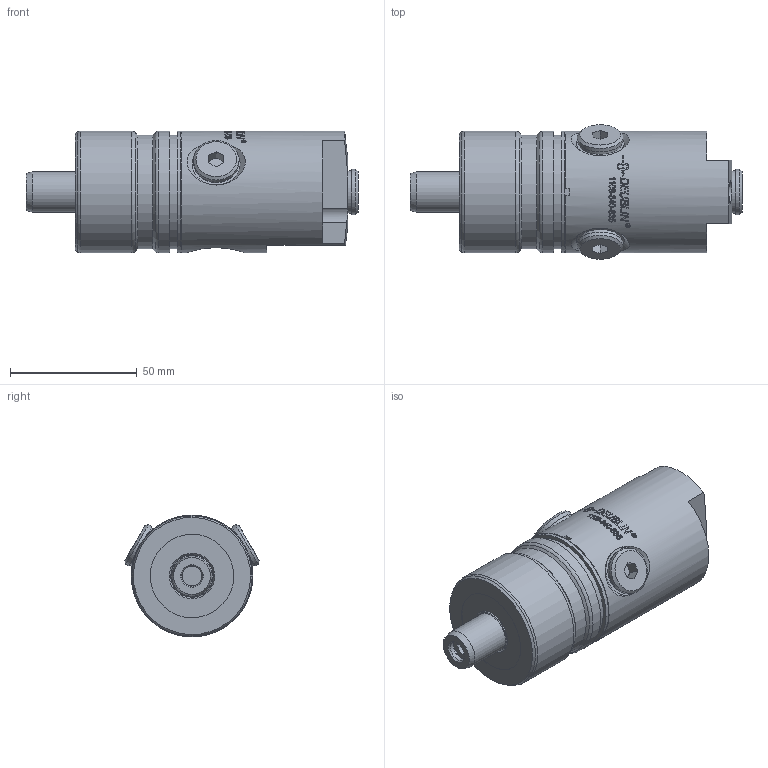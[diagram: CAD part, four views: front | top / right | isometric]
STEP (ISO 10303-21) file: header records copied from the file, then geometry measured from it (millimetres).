
FILE_DESCRIPTION(/* description */ (''),/* implementation_level */ '2;1');
FILE_NAME(/* name */ '1108-840-835-IC.stp',/* time_stamp */ '2020-05-14T09:09:50-05:00',/* author */ ('moorera'),/* organization */ (''),/* preprocessor_version */ 'ST-DEVELOPER v18.1',/* originating_system */ 'Autodesk Inventor 2020',/* authorisation */ '');
FILE_SCHEMA (('AUTOMOTIVE_DESIGN { 1 0 10303 214 3 1 1 }'));
Length unit declared in the file: millimetre
Products named in the file (1): 1108-840-835-IC
Bounding box: 131.09 x 53.03 x 48 mm (x, y, z)
Volume: 178383.3 mm3; surface area: 29873.6 mm2
Topology: 1 solids, 8 shells, 495 faces, 1284 edges, 877 vertices
Faces by surface type: plane 243, bspline 137, cylinder 89, cone 20, torus 6
Full cylindrical faces by diameter (mm): 4.5 x3, 7.2 x3, 7.5 x3, 8.1 x3, 8.5 x3, 9 x3, 11.445 x5, 12.9 x2, 15.9 x1, 16.5 x1, 16.8 x1, 16.9 x3, 18 x3, 29.5 x1, 33 x1, 44.6 x1, 45 x2, 48 x4
Entity records: 20428 total; most frequent: CARTESIAN_POINT 8636, ORIENTED_EDGE 2562, DIRECTION 2096, EDGE_CURVE 1281, VERTEX_POINT 877, AXIS2_PLACEMENT_3D 782, EDGE_LOOP 572, LINE 532
